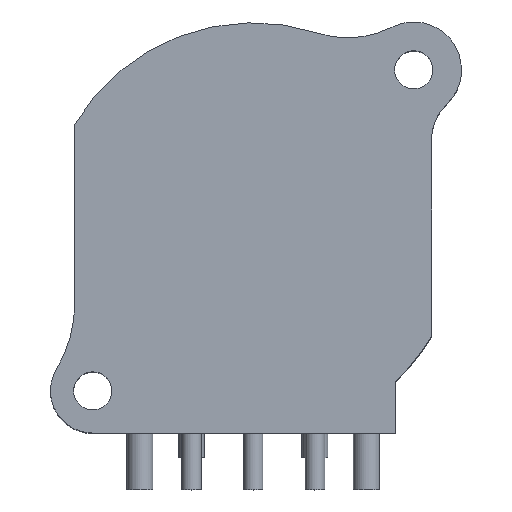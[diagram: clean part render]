
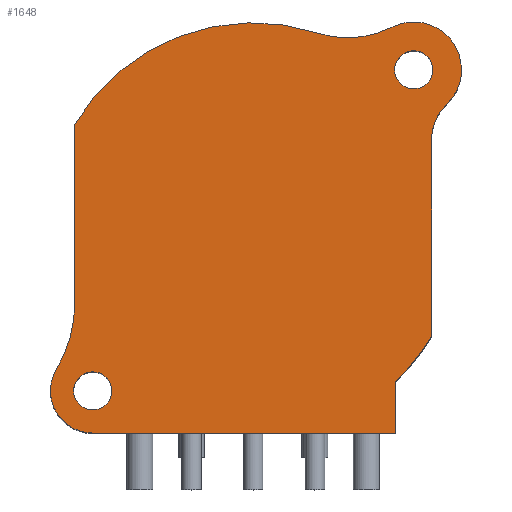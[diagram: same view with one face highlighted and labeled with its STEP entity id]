
A CAD part, top view. The second image highlights one B-rep face of the part: STEP entity #1648.
In plain terms, the highlighted planar face has unit normal (0, 0, 1).
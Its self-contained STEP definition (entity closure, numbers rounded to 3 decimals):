
#442=CARTESIAN_POINT('',(9.9,9.9,19.));
#443=DIRECTION('',(0.,0.,-1.));
#444=DIRECTION('',(1.,0.,0.));
#445=AXIS2_PLACEMENT_3D('',#442,#443,#444);
#450=CARTESIAN_POINT('',(9.9,9.9,19.));
#451=DIRECTION('',(0.,0.,-1.));
#452=DIRECTION('',(-1.,0.,0.));
#453=AXIS2_PLACEMENT_3D('',#450,#451,#452);
#458=CARTESIAN_POINT('',(-9.9,-9.9,19.));
#459=DIRECTION('',(0.,0.,-1.));
#460=DIRECTION('',(1.,0.,0.));
#461=AXIS2_PLACEMENT_3D('',#458,#459,#460);
#466=CARTESIAN_POINT('',(-9.9,-9.9,19.));
#467=DIRECTION('',(0.,0.,-1.));
#468=DIRECTION('',(-1.,0.,0.));
#469=AXIS2_PLACEMENT_3D('',#466,#467,#468);
#474=DIRECTION('',(0.,-1.,0.));
#475=VECTOR('',#474,11.009);
#476=CARTESIAN_POINT('',(-11.,6.545,19.));
#477=LINE('',#476,#475);
#481=CARTESIAN_POINT('',(0.,0.,19.));
#482=DIRECTION('',(0.,0.,1.));
#483=DIRECTION('',(0.31,0.951,0.));
#484=AXIS2_PLACEMENT_3D('',#481,#482,#483);
#489=CARTESIAN_POINT('',(5.833,17.872,19.));
#490=DIRECTION('',(0.,0.,-1.));
#491=DIRECTION('',(0.454,-0.891,0.));
#492=AXIS2_PLACEMENT_3D('',#489,#490,#491);
#497=CARTESIAN_POINT('',(9.9,9.9,19.));
#498=DIRECTION('',(0.,0.,1.));
#499=DIRECTION('',(0.689,-0.725,0.));
#500=AXIS2_PLACEMENT_3D('',#497,#498,#499);
#505=CARTESIAN_POINT('',(14.,5.588,19.));
#506=DIRECTION('',(0.,0.,-1.));
#507=DIRECTION('',(-1.,0.,0.));
#508=AXIS2_PLACEMENT_3D('',#505,#506,#507);
#513=DIRECTION('',(0.,1.,0.));
#514=VECTOR('',#513,12.133);
#515=CARTESIAN_POINT('',(11.,-6.545,19.));
#516=LINE('',#515,#514);
#520=CARTESIAN_POINT('',(0.,0.,19.));
#521=DIRECTION('',(0.,0.,1.));
#522=DIRECTION('',(0.684,-0.73,0.));
#523=AXIS2_PLACEMENT_3D('',#520,#521,#522);
#528=DIRECTION('',(0.,1.,0.));
#529=VECTOR('',#528,3.158);
#530=CARTESIAN_POINT('',(8.75,-12.5,19.));
#531=LINE('',#530,#529);
#535=DIRECTION('',(1.,0.,0.));
#536=VECTOR('',#535,18.65);
#537=CARTESIAN_POINT('',(-9.9,-12.5,19.));
#538=LINE('',#537,#536);
#542=CARTESIAN_POINT('',(-9.9,-9.9,19.));
#543=DIRECTION('',(0.,0.,1.));
#544=DIRECTION('',(-0.858,0.513,0.));
#545=AXIS2_PLACEMENT_3D('',#542,#543,#544);
#550=CARTESIAN_POINT('',(-19.,-4.464,19.));
#551=DIRECTION('',(0.,0.,-1.));
#552=DIRECTION('',(1.,0.,0.));
#553=AXIS2_PLACEMENT_3D('',#550,#551,#552);
#1311=CARTESIAN_POINT('',(-11.,6.545,19.));
#1312=CARTESIAN_POINT('',(-11.,-4.464,19.));
#1313=VERTEX_POINT('',#1311);
#1314=VERTEX_POINT('',#1312);
#1315=CARTESIAN_POINT('',(-12.132,-8.567,19.));
#1316=CARTESIAN_POINT('',(-9.9,-12.5,19.));
#1317=VERTEX_POINT('',#1315);
#1318=VERTEX_POINT('',#1316);
#1319=CARTESIAN_POINT('',(8.75,-12.5,19.));
#1320=VERTEX_POINT('',#1319);
#1321=CARTESIAN_POINT('',(8.75,-9.342,19.));
#1322=VERTEX_POINT('',#1321);
#1323=CARTESIAN_POINT('',(11.,-6.545,19.));
#1324=CARTESIAN_POINT('',(11.,5.588,19.));
#1325=VERTEX_POINT('',#1323);
#1326=VERTEX_POINT('',#1324);
#1327=CARTESIAN_POINT('',(11.933,7.762,19.));
#1328=CARTESIAN_POINT('',(8.559,12.528,19.));
#1329=VERTEX_POINT('',#1327);
#1330=VERTEX_POINT('',#1328);
#1331=CARTESIAN_POINT('',(3.971,12.168,19.));
#1332=VERTEX_POINT('',#1331);
#1341=CARTESIAN_POINT('',(11.075,9.9,19.));
#1342=CARTESIAN_POINT('',(8.725,9.9,19.));
#1343=VERTEX_POINT('',#1341);
#1344=VERTEX_POINT('',#1342);
#1345=CARTESIAN_POINT('',(-8.725,-9.9,19.));
#1346=CARTESIAN_POINT('',(-11.075,-9.9,19.));
#1347=VERTEX_POINT('',#1345);
#1348=VERTEX_POINT('',#1346);
#1609=CARTESIAN_POINT('',(0.,0.,19.));
#1610=DIRECTION('',(0.,0.,1.));
#1611=DIRECTION('',(1.,0.,0.));
#1612=AXIS2_PLACEMENT_3D('',#1609,#1610,#1611);
#1613=PLANE('',#1612);
#1615=ORIENTED_EDGE('',*,*,#1614,.F.);
#1617=ORIENTED_EDGE('',*,*,#1616,.F.);
#1619=ORIENTED_EDGE('',*,*,#1618,.F.);
#1621=ORIENTED_EDGE('',*,*,#1620,.F.);
#1623=ORIENTED_EDGE('',*,*,#1622,.F.);
#1625=ORIENTED_EDGE('',*,*,#1624,.F.);
#1627=ORIENTED_EDGE('',*,*,#1626,.F.);
#1629=ORIENTED_EDGE('',*,*,#1628,.F.);
#1631=ORIENTED_EDGE('',*,*,#1630,.F.);
#1633=ORIENTED_EDGE('',*,*,#1632,.F.);
#1635=ORIENTED_EDGE('',*,*,#1634,.F.);
#1636=EDGE_LOOP('',(#1615,#1617,#1619,#1621,#1623,#1625,#1627,#1629,#1631,#1633,
#1635));
#1637=FACE_OUTER_BOUND('',#1636,.F.);
#1639=ORIENTED_EDGE('',*,*,#1638,.F.);
#1641=ORIENTED_EDGE('',*,*,#1640,.F.);
#1642=EDGE_LOOP('',(#1639,#1641));
#1643=FACE_BOUND('',#1642,.F.);
#1644=ORIENTED_EDGE('',*,*,#1589,.F.);
#1645=ORIENTED_EDGE('',*,*,#1603,.F.);
#1646=EDGE_LOOP('',(#1644,#1645));
#1647=FACE_BOUND('',#1646,.F.);
#446=CIRCLE('',#445,1.175);
#454=CIRCLE('',#453,1.175);
#462=CIRCLE('',#461,1.175);
#470=CIRCLE('',#469,1.175);
#485=CIRCLE('',#484,12.8);
#493=CIRCLE('',#492,6.);
#501=CIRCLE('',#500,2.95);
#509=CIRCLE('',#508,3.);
#524=CIRCLE('',#523,12.8);
#546=CIRCLE('',#545,2.6);
#554=CIRCLE('',#553,8.);
#1589=EDGE_CURVE('',#1343,#1344,#446,.T.);
#1603=EDGE_CURVE('',#1344,#1343,#454,.T.);
#1614=EDGE_CURVE('',#1313,#1314,#477,.T.);
#1616=EDGE_CURVE('',#1332,#1313,#485,.T.);
#1618=EDGE_CURVE('',#1330,#1332,#493,.T.);
#1620=EDGE_CURVE('',#1329,#1330,#501,.T.);
#1622=EDGE_CURVE('',#1326,#1329,#509,.T.);
#1624=EDGE_CURVE('',#1325,#1326,#516,.T.);
#1626=EDGE_CURVE('',#1322,#1325,#524,.T.);
#1628=EDGE_CURVE('',#1320,#1322,#531,.T.);
#1630=EDGE_CURVE('',#1318,#1320,#538,.T.);
#1632=EDGE_CURVE('',#1317,#1318,#546,.T.);
#1634=EDGE_CURVE('',#1314,#1317,#554,.T.);
#1638=EDGE_CURVE('',#1347,#1348,#462,.T.);
#1640=EDGE_CURVE('',#1348,#1347,#470,.T.);
#1648=ADVANCED_FACE('',(#1637,#1643,#1647),#1613,.T.);
